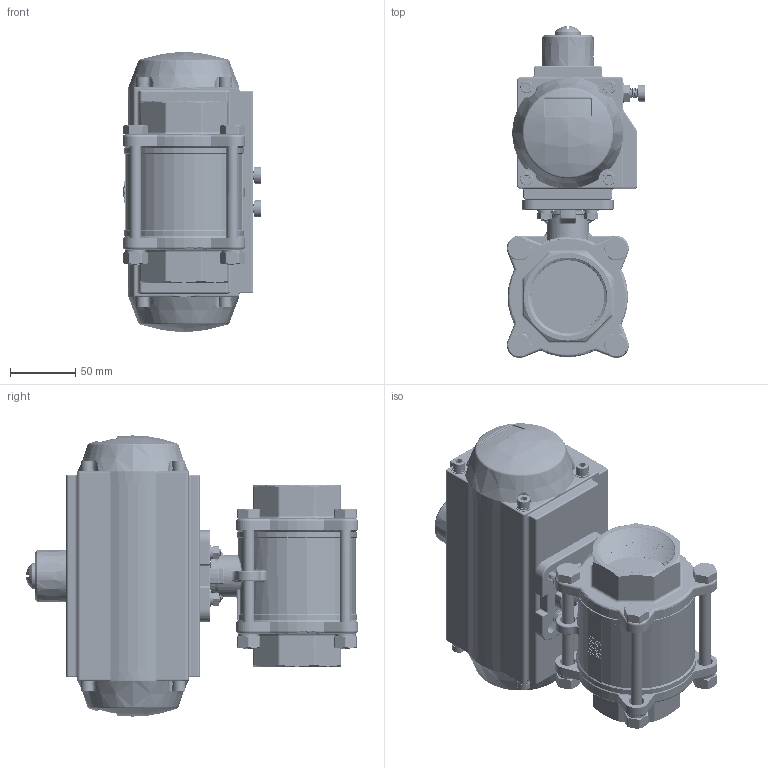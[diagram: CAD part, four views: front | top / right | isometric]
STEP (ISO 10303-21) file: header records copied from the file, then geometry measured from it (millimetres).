
FILE_DESCRIPTION (( 'STEP AP214' ), '1' );
FILE_NAME ('KD2.STEP', '2019-02-11T18:24:51', ( '' ), ( '' ), 'SwSTEP 2.0', 'SolidWorks 2016', '' );
FILE_SCHEMA (( 'AUTOMOTIVE_DESIGN' ));
Length unit declared in the file: millimetre
Products named in the file (1): KD2
Bounding box: 105.91 x 253.88 x 215 mm (x, y, z)
Volume: 2334359.4 mm3; surface area: 295492.5 mm2
Topology: 53 solids, 53 shells, 3334 faces, 8510 edges, 5284 vertices
Faces by surface type: cylinder 1505, plane 691, bspline 454, cone 333, torus 256, sphere 95
Entity records: 289565 total; most frequent: CARTESIAN_POINT 180199, ORIENTED_EDGE 16850, DIRECTION 13184, EDGE_CURVE 8425, VERTEX_POINT 5284, AXIS2_PLACEMENT_3D 5136, EDGE_LOOP 3503, UNCERTAINTY_MEASURE_WITH_UNIT 3389
